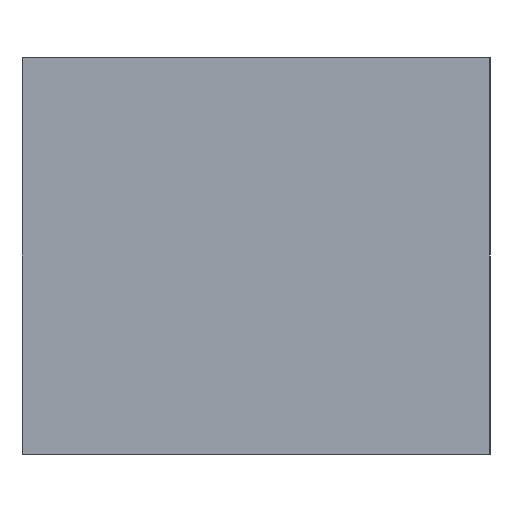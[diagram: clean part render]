
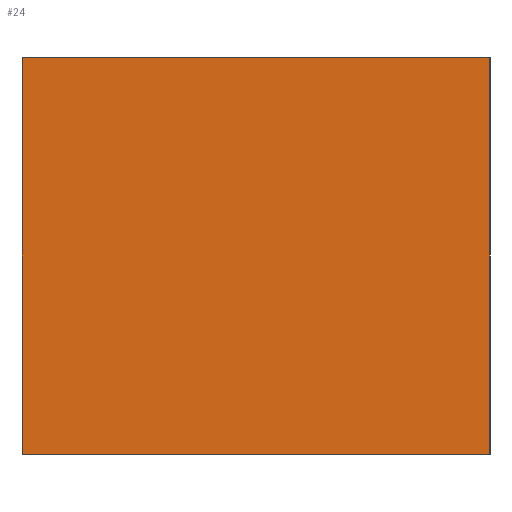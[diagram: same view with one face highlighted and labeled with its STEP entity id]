
A CAD part, left-side view. The second image highlights one B-rep face of the part: STEP entity #24.
In plain terms, the highlighted planar face has unit normal (-1, 0, 0).
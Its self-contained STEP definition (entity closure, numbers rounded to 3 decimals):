
#24=ADVANCED_FACE($,(#30),#86,.T.);
#30=FACE_OUTER_BOUND($,#36,.T.);
#36=EDGE_LOOP($,(#42,#43,#44,#45));
#42=ORIENTED_EDGE($,*,*,#74,.T.);
#43=ORIENTED_EDGE($,*,*,#70,.T.);
#44=ORIENTED_EDGE($,*,*,#75,.F.);
#45=ORIENTED_EDGE($,*,*,#66,.F.);
#66=EDGE_CURVE($,#78,#79,#92,.T.);
#70=EDGE_CURVE($,#82,#83,#96,.T.);
#74=EDGE_CURVE($,#78,#82,#100,.T.);
#75=EDGE_CURVE($,#79,#83,#101,.T.);
#78=VERTEX_POINT($,#172);
#79=VERTEX_POINT($,#173);
#82=VERTEX_POINT($,#176);
#83=VERTEX_POINT($,#177);
#86=PLANE($,#124);
#92=B_SPLINE_CURVE_WITH_KNOTS($,1,(#142,#143),.UNSPECIFIED.,.F.,.F.,(2,2),
(0.,25.4),.UNSPECIFIED.);
#96=B_SPLINE_CURVE_WITH_KNOTS($,1,(#150,#151),.UNSPECIFIED.,.F.,.F.,(2,2),
(0.,25.4),.UNSPECIFIED.);
#100=B_SPLINE_CURVE_WITH_KNOTS($,1,(#158,#159),.UNSPECIFIED.,.F.,.F.,(2,
2),(0.,21.5),.UNSPECIFIED.);
#101=B_SPLINE_CURVE_WITH_KNOTS($,1,(#160,#161),.UNSPECIFIED.,.F.,.F.,(2,
2),(0.,21.5),.UNSPECIFIED.);
#124=AXIS2_PLACEMENT_3D($,#166,#133,$);
#133=DIRECTION($,(-1.,0.,0.));
#142=CARTESIAN_POINT($,(0.,0.,0.));
#143=CARTESIAN_POINT($,(0.,25.4,0.));
#150=CARTESIAN_POINT($,(0.,0.,21.5));
#151=CARTESIAN_POINT($,(0.,25.4,21.5));
#158=CARTESIAN_POINT($,(0.,0.,0.));
#159=CARTESIAN_POINT($,(0.,0.,21.5));
#160=CARTESIAN_POINT($,(0.,25.4,0.));
#161=CARTESIAN_POINT($,(0.,25.4,21.5));
#166=CARTESIAN_POINT($,(0.,0.,0.));
#172=CARTESIAN_POINT($,(0.,0.,0.));
#173=CARTESIAN_POINT($,(0.,25.4,0.));
#176=CARTESIAN_POINT($,(0.,0.,21.5));
#177=CARTESIAN_POINT($,(0.,25.4,21.5));
